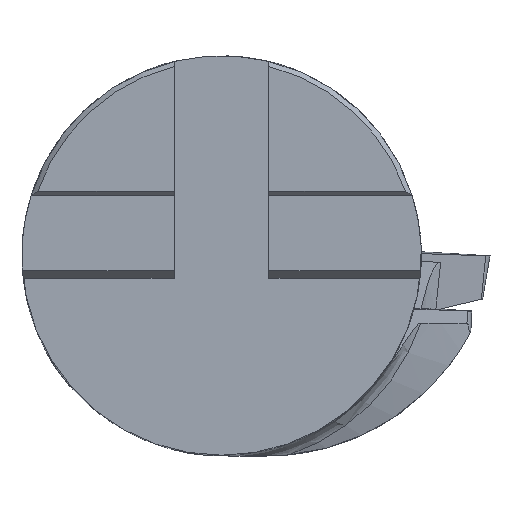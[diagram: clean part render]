
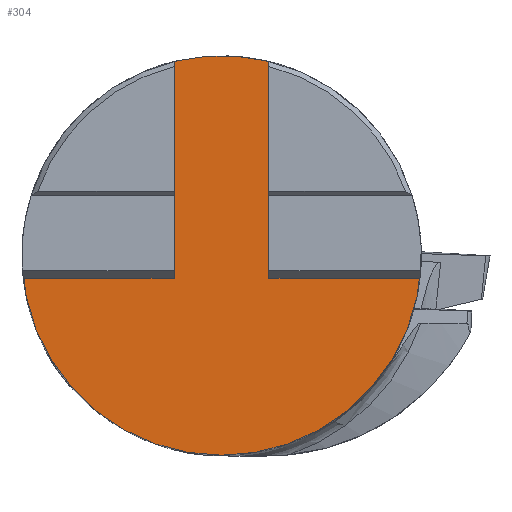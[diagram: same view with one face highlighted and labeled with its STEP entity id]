
A CAD part, top view. The second image highlights one B-rep face of the part: STEP entity #304.
In plain terms, the highlighted planar face has unit normal (0, 0, 1).
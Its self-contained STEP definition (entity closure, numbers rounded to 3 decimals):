
#220=CIRCLE('',#2299,20.);
#223=CIRCLE('',#2304,20.);
#304=ADVANCED_FACE('',(#484),#403,.F.);
#403=PLANE('',#2346);
#484=FACE_OUTER_BOUND('',#592,.T.);
#592=EDGE_LOOP('',(#929,#930,#931,#932,#933,#934));
#929=ORIENTED_EDGE('',*,*,#1701,.F.);
#930=ORIENTED_EDGE('',*,*,#1629,.T.);
#931=ORIENTED_EDGE('',*,*,#1702,.F.);
#932=ORIENTED_EDGE('',*,*,#1703,.F.);
#933=ORIENTED_EDGE('',*,*,#1623,.T.);
#934=ORIENTED_EDGE('',*,*,#1704,.T.);
#1410=VERTEX_POINT('',#3304);
#1411=VERTEX_POINT('',#3306);
#1415=VERTEX_POINT('',#3315);
#1416=VERTEX_POINT('',#3317);
#1467=VERTEX_POINT('',#3585);
#1468=VERTEX_POINT('',#3587);
#1623=EDGE_CURVE('',#1411,#1410,#220,.T.);
#1629=EDGE_CURVE('',#1416,#1415,#223,.T.);
#1701=EDGE_CURVE('',#1416,#1467,#1920,.T.);
#1702=EDGE_CURVE('',#1468,#1415,#1921,.T.);
#1703=EDGE_CURVE('',#1411,#1468,#1922,.T.);
#1704=EDGE_CURVE('',#1410,#1467,#1923,.T.);
#1920=LINE('',#3584,#2081);
#1921=LINE('',#3586,#2082);
#1922=LINE('',#3588,#2083);
#1923=LINE('',#3589,#2084);
#2081=VECTOR('',#2703,1.);
#2082=VECTOR('',#2704,1.);
#2083=VECTOR('',#2705,1.);
#2084=VECTOR('',#2706,1.);
#2299=AXIS2_PLACEMENT_3D('',#3305,#2583,#2584);
#2304=AXIS2_PLACEMENT_3D('',#3316,#2594,#2595);
#2346=AXIS2_PLACEMENT_3D('',#3590,#2707,#2708);
#2583=DIRECTION('',(0.,0.,1.));
#2584=DIRECTION('',(1.,0.,0.));
#2594=DIRECTION('',(0.,0.,1.));
#2595=DIRECTION('',(1.,0.,0.));
#2703=DIRECTION('',(1.,0.,0.));
#2704=DIRECTION('',(1.,0.,0.));
#2705=DIRECTION('',(0.,-1.,0.));
#2706=DIRECTION('',(0.,-1.,0.));
#2707=DIRECTION('',(0.,0.,-1.));
#2708=DIRECTION('',(1.,0.,0.));
#3304=CARTESIAN_POINT('',(-7.275,18.63,-4.7));
#3305=CARTESIAN_POINT('',(0.,0.,-4.7));
#3306=CARTESIAN_POINT('',(7.275,18.63,-4.7));
#3315=CARTESIAN_POINT('',(19.987,-0.73,-4.7));
#3316=CARTESIAN_POINT('',(0.,0.,-4.7));
#3317=CARTESIAN_POINT('',(-19.987,-0.73,-4.7));
#3584=CARTESIAN_POINT('',(-23.629,-0.73,-4.7));
#3585=CARTESIAN_POINT('',(-7.275,-0.73,-4.7));
#3586=CARTESIAN_POINT('',(-23.629,-0.73,-4.7));
#3587=CARTESIAN_POINT('',(7.275,-0.73,-4.7));
#3588=CARTESIAN_POINT('',(7.275,25.,-4.7));
#3589=CARTESIAN_POINT('',(-7.275,25.,-4.7));
#3590=CARTESIAN_POINT('',(7.275,25.,-4.7));
